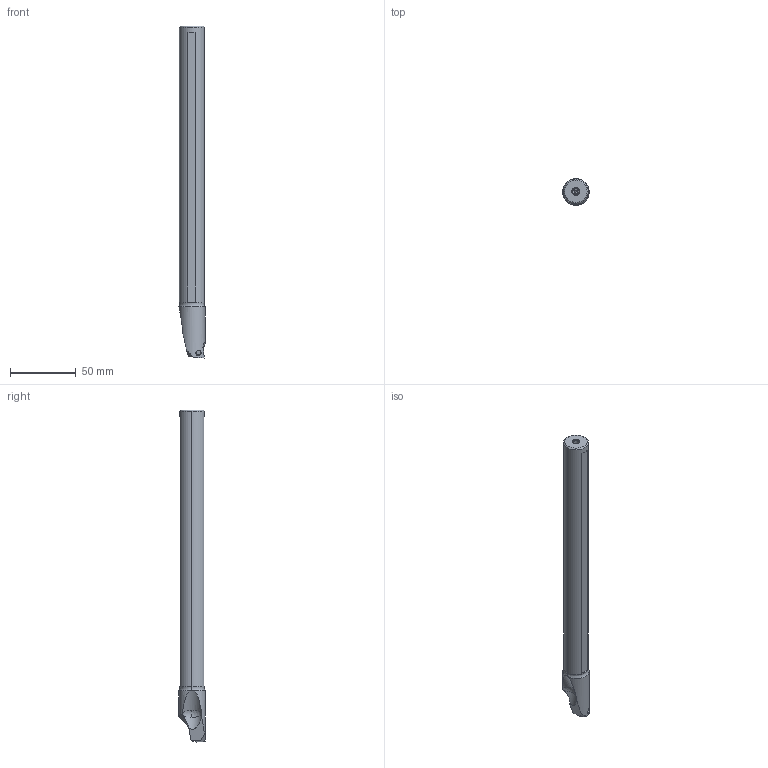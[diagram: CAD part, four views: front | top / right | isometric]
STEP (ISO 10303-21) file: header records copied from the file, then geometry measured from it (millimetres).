
FILE_DESCRIPTION(/* description */ (''),/* implementation_level */ '2;1');
FILE_NAME(/* name */ 'S-FSCLPL-123-C.stp',/* time_stamp */ '2021-11-11T11:27:11+09:00',/* author */ (''),/* organization */ (''),/* preprocessor_version */ 'ST-DEVELOPER v16',/* originating_system */ 'SIEMENS PLM Software NX 10.0',/* authorisation */ '');
FILE_SCHEMA (('AUTOMOTIVE_DESIGN { 1 0 10303 214 3 1 1 1 }'));
Length unit declared in the file: millimetre
Products named in the file (1): S-FSCLPL-123-C_ASM
Bounding box: 20.04 x 20.24 x 253.41 mm (x, y, z)
Volume: 63586.1 mm3; surface area: 19208.8 mm2
Topology: 2 solids, 2 shells, 104 faces, 283 edges, 184 vertices
Faces by surface type: cylinder 40, plane 34, cone 15, torus 10, sphere 5
Entity records: 4054 total; most frequent: CARTESIAN_POINT 1342, DIRECTION 561, ORIENTED_EDGE 558, EDGE_CURVE 279, AXIS2_PLACEMENT_3D 233, VERTEX_POINT 181, EDGE_LOOP 110, ADVANCED_FACE 104
